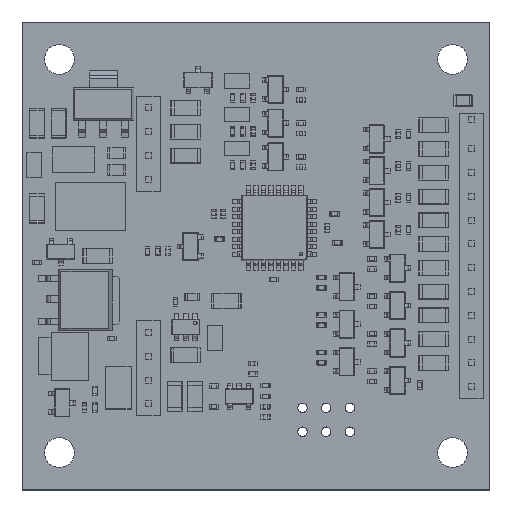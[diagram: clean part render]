
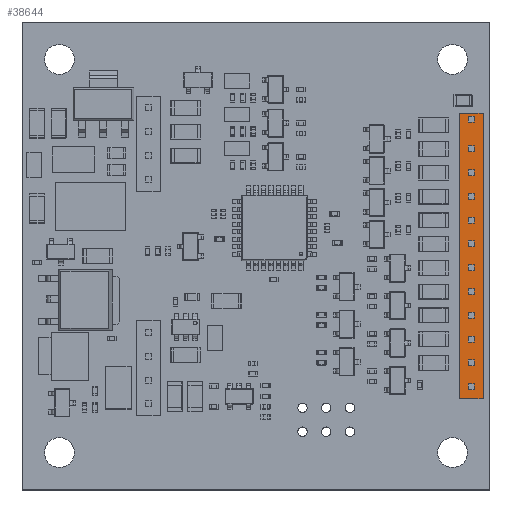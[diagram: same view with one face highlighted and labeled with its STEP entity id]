
A CAD part, top view. The second image highlights one B-rep face of the part: STEP entity #38644.
In plain terms, the highlighted planar face has unit normal (0, 0, 1).
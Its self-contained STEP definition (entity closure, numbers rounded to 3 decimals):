
#38515 = VERTEX_POINT('',#38516);
#38516 = CARTESIAN_POINT('',(-1.27,15.24,2.5));
#38522 = EDGE_CURVE('',#38515,#38523,#38525,.T.);
#38523 = VERTEX_POINT('',#38524);
#38524 = CARTESIAN_POINT('',(-1.27,-15.24,2.5));
#38525 = LINE('',#38526,#38527);
#38526 = CARTESIAN_POINT('',(-1.27,15.24,2.5));
#38527 = VECTOR('',#38528,1.);
#38528 = DIRECTION('',(0.,-1.,0.));
#38553 = EDGE_CURVE('',#38523,#38554,#38556,.T.);
#38554 = VERTEX_POINT('',#38555);
#38555 = CARTESIAN_POINT('',(1.27,-15.24,2.5));
#38556 = LINE('',#38557,#38558);
#38557 = CARTESIAN_POINT('',(-1.27,-15.24,2.5));
#38558 = VECTOR('',#38559,1.);
#38559 = DIRECTION('',(1.,0.,0.));
#38584 = EDGE_CURVE('',#38554,#38585,#38587,.T.);
#38585 = VERTEX_POINT('',#38586);
#38586 = CARTESIAN_POINT('',(1.27,15.24,2.5));
#38587 = LINE('',#38588,#38589);
#38588 = CARTESIAN_POINT('',(1.27,-15.24,2.5));
#38589 = VECTOR('',#38590,1.);
#38590 = DIRECTION('',(0.,1.,0.));
#38615 = EDGE_CURVE('',#38585,#38515,#38616,.T.);
#38616 = LINE('',#38617,#38618);
#38617 = CARTESIAN_POINT('',(1.27,15.24,2.5));
#38618 = VECTOR('',#38619,1.);
#38619 = DIRECTION('',(-1.,0.,0.));
#38644 = ADVANCED_FACE('',(#38645),#38651,.F.);
#38645 = FACE_BOUND('',#38646,.T.);
#38646 = EDGE_LOOP('',(#38647,#38648,#38649,#38650));
#38647 = ORIENTED_EDGE('',*,*,#38522,.T.);
#38648 = ORIENTED_EDGE('',*,*,#38553,.T.);
#38649 = ORIENTED_EDGE('',*,*,#38584,.T.);
#38650 = ORIENTED_EDGE('',*,*,#38615,.T.);
#38651 = PLANE('',#38652);
#38652 = AXIS2_PLACEMENT_3D('',#38653,#38654,#38655);
#38653 = CARTESIAN_POINT('',(-1.27,15.24,2.5));
#38654 = DIRECTION('',(0.,0.,-1.));
#38655 = DIRECTION('',(-1.,0.,0.));
